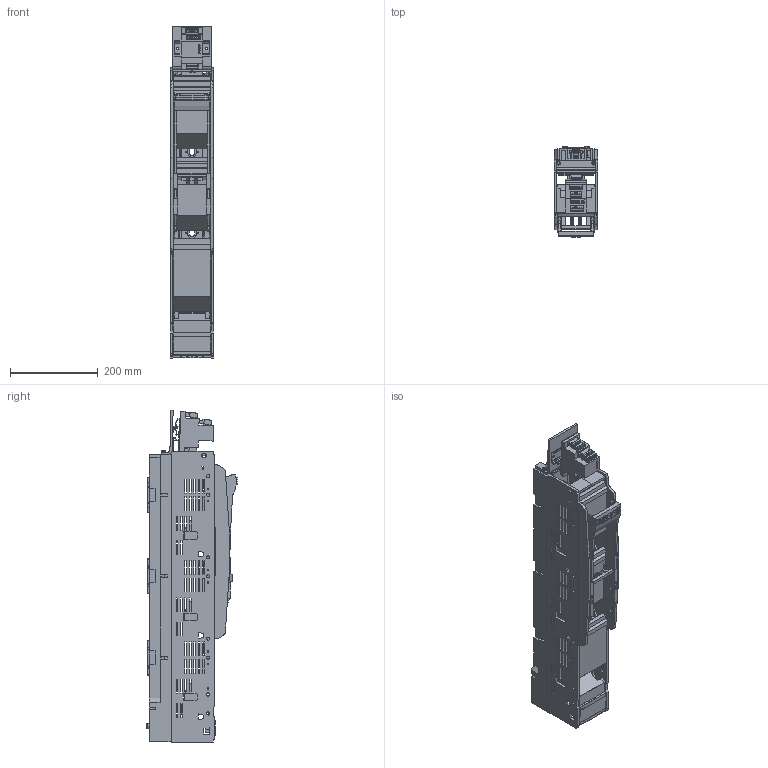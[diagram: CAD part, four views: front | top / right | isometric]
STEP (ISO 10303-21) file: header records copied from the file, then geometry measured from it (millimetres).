
FILE_DESCRIPTION(('CATIA V5 STEP'),'2;1');
FILE_NAME('L0791_NH_Wandlerlastschaltleiste_SL2_3x3_3A_ES00_1W_1_400_5_KL.stp','2019-02-01T10:37:18+00:00',('none'),('Jean Müller GmbH'),'CATIA Version 5 Release 19 SP 9 (IN-10)','CATIA V5 STEP AP214','none');
FILE_SCHEMA(('AUTOMOTIVE_DESIGN { 1 0 10303 214 1 1 1 1 }'));
Products named in the file (1): L0791_NH-Wandlerlastschaltleiste SL2-3x3/3A/ES00/1W/1/400-5/KL
Bounding box: 100 x 206.19 x 755.25 mm (x, y, z)
Volume: 3620619.7 mm3; surface area: 1280968 mm2
Topology: 18 solids, 22 shells, 6442 faces, 17768 edges, 11491 vertices
Faces by surface type: plane 5282, cylinder 722, cone 266, bspline 132, torus 24, sphere 16
Entity records: 200097 total; most frequent: CARTESIAN_POINT 45431, ORIENTED_EDGE 35504, DIRECTION 25592, EDGE_CURVE 17752, VECTOR 13977, LINE 13977, VERTEX_POINT 11491, EDGE_LOOP 7115
